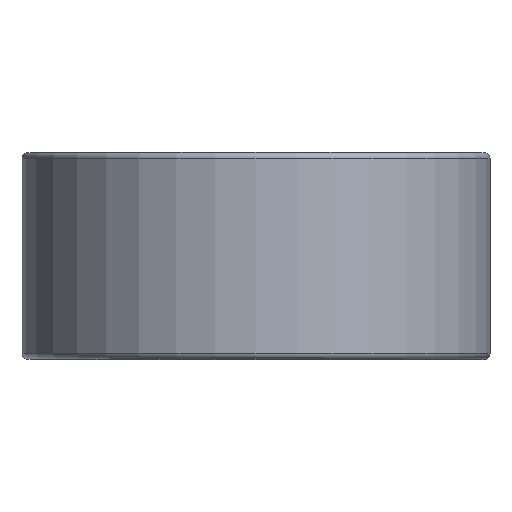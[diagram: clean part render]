
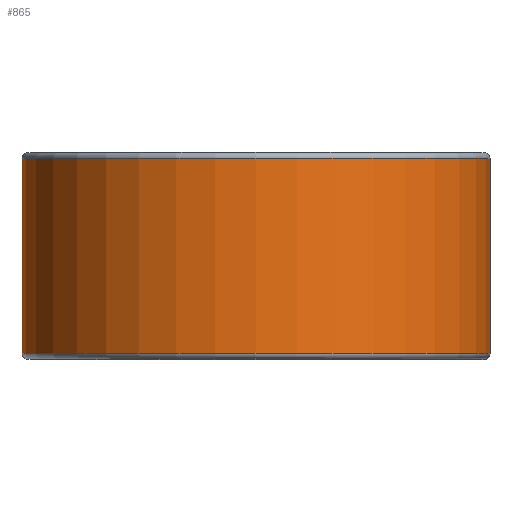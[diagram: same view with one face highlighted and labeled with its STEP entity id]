
A CAD part, top view. The second image highlights one B-rep face of the part: STEP entity #865.
In plain terms, the highlighted cylindrical face has radius 30.582 mm (diameter 61.163 mm), a partial arc.
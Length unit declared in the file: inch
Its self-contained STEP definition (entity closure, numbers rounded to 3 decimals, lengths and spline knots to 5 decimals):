
#36 = CARTESIAN_POINT ( 'NONE',  ( 0., -0.50125, 0. ) ) ;
#37 = DIRECTION ( 'NONE',  ( 0., 0., -1. ) ) ;
#222 = ORIENTED_EDGE ( 'NONE', *, *, #2306, .T. ) ;
#228 = DIRECTION ( 'NONE',  ( 0., 0., -1. ) ) ;
#236 = CIRCLE ( 'NONE', #1671, 1.204 ) ;
#377 = FACE_OUTER_BOUND ( 'NONE', #1681, .T. ) ;
#521 = DIRECTION ( 'NONE',  ( 0., 0., -1. ) ) ;
#640 = CYLINDRICAL_SURFACE ( 'NONE', #2371, 1.204 ) ;
#808 = CARTESIAN_POINT ( 'NONE',  ( 0., 0.50125, -1.204 ) ) ;
#865 = ADVANCED_FACE ( 'NONE', ( #377 ), #640, .T. ) ;
#976 = AXIS2_PLACEMENT_3D ( 'NONE', #36, #1377, #228 ) ;
#994 = DIRECTION ( 'NONE',  ( 0., 1., 0. ) ) ;
#1033 = CARTESIAN_POINT ( 'NONE',  ( 1.204, 0.50125, 0. ) ) ;
#1131 = VECTOR ( 'NONE', #2367, 39.37008 ) ;
#1171 = DIRECTION ( 'NONE',  ( 0., -1., 0. ) ) ;
#1184 = CIRCLE ( 'NONE', #976, 1.204 ) ;
#1229 = CARTESIAN_POINT ( 'NONE',  ( 0., 0.50125, -1.204 ) ) ;
#1284 = EDGE_CURVE ( 'NONE', #2203, #1458, #1640, .T. ) ;
#1295 = ORIENTED_EDGE ( 'NONE', *, *, #1829, .F. ) ;
#1306 = CARTESIAN_POINT ( 'NONE',  ( 1.204, -0.50125, 0. ) ) ;
#1353 = CARTESIAN_POINT ( 'NONE',  ( 1.204, 0.50125, 0. ) ) ;
#1377 = DIRECTION ( 'NONE',  ( 0., -1., 0. ) ) ;
#1386 = CARTESIAN_POINT ( 'NONE',  ( 0., -0.50125, -1.204 ) ) ;
#1458 = VERTEX_POINT ( 'NONE', #1353 ) ;
#1460 = LINE ( 'NONE', #808, #1891 ) ;
#1640 = LINE ( 'NONE', #1033, #1131 ) ;
#1658 = DIRECTION ( 'NONE',  ( 0., -1., 0. ) ) ;
#1671 = AXIS2_PLACEMENT_3D ( 'NONE', #2319, #1171, #37 ) ;
#1681 = EDGE_LOOP ( 'NONE', ( #2456, #222, #1917, #1295 ) ) ;
#1829 = EDGE_CURVE ( 'NONE', #2203, #1912, #1184, .T. ) ;
#1865 = EDGE_CURVE ( 'NONE', #1912, #2059, #1460, .T. ) ;
#1891 = VECTOR ( 'NONE', #994, 39.37008 ) ;
#1912 = VERTEX_POINT ( 'NONE', #1386 ) ;
#1917 = ORIENTED_EDGE ( 'NONE', *, *, #1865, .F. ) ;
#2012 = CARTESIAN_POINT ( 'NONE',  ( 0., 0.5, 0. ) ) ;
#2059 = VERTEX_POINT ( 'NONE', #1229 ) ;
#2203 = VERTEX_POINT ( 'NONE', #1306 ) ;
#2306 = EDGE_CURVE ( 'NONE', #1458, #2059, #236, .T. ) ;
#2319 = CARTESIAN_POINT ( 'NONE',  ( 0., 0.50125, 0. ) ) ;
#2367 = DIRECTION ( 'NONE',  ( 0., 1., 0. ) ) ;
#2371 = AXIS2_PLACEMENT_3D ( 'NONE', #2012, #1658, #521 ) ;
#2456 = ORIENTED_EDGE ( 'NONE', *, *, #1284, .T. ) ;
